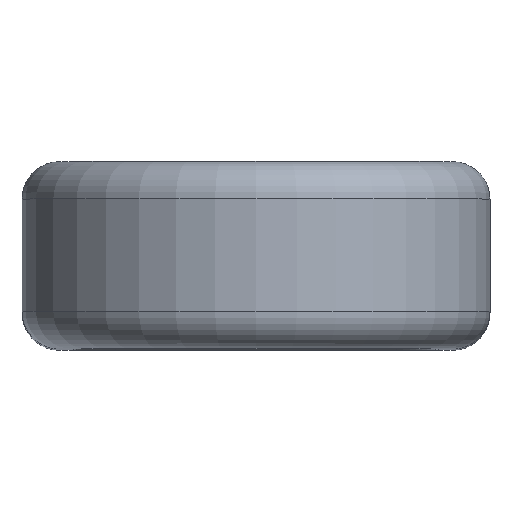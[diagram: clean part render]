
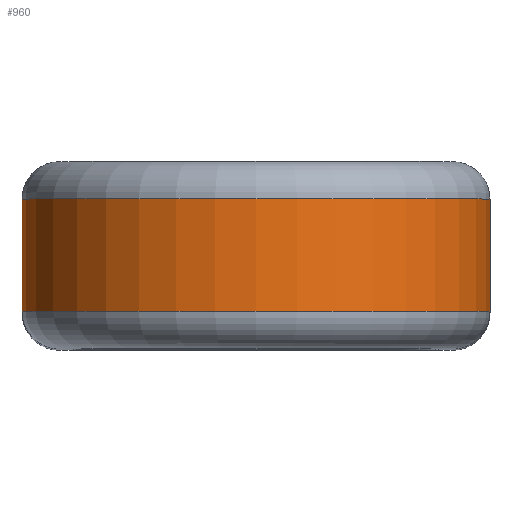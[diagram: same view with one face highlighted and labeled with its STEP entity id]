
A CAD part, top view. The second image highlights one B-rep face of the part: STEP entity #960.
In plain terms, the highlighted cylindrical face has radius 25 mm (diameter 50 mm), a partial arc.
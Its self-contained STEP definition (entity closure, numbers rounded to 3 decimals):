
#77=LINE('',#1755,#129);
#80=LINE('',#1761,#132);
#129=VECTOR('',#1462,10.);
#132=VECTOR('',#1467,10.);
#159=CYLINDRICAL_SURFACE('',#1127,25.);
#218=FACE_OUTER_BOUND('',#286,.T.);
#286=EDGE_LOOP('',(#853,#854,#855,#856));
#371=CIRCLE('',#1119,25.);
#375=CIRCLE('',#1128,25.);
#453=VERTEX_POINT('',#1738);
#454=VERTEX_POINT('',#1740);
#457=VERTEX_POINT('',#1754);
#459=VERTEX_POINT('',#1760);
#583=EDGE_CURVE('',#454,#453,#371,.T.);
#589=EDGE_CURVE('',#453,#457,#77,.T.);
#592=EDGE_CURVE('',#454,#459,#80,.T.);
#593=EDGE_CURVE('',#457,#459,#375,.T.);
#853=ORIENTED_EDGE('',*,*,#583,.F.);
#854=ORIENTED_EDGE('',*,*,#592,.T.);
#855=ORIENTED_EDGE('',*,*,#593,.F.);
#856=ORIENTED_EDGE('',*,*,#589,.F.);
#960=ADVANCED_FACE('',(#218),#159,.T.);
#1119=AXIS2_PLACEMENT_3D('',#1742,#1444,#1445);
#1127=AXIS2_PLACEMENT_3D('',#1759,#1465,#1466);
#1128=AXIS2_PLACEMENT_3D('',#1762,#1468,#1469);
#1444=DIRECTION('center_axis',(0.,-1.,0.));
#1445=DIRECTION('ref_axis',(0.,0.,1.));
#1462=DIRECTION('',(0.,1.,0.));
#1465=DIRECTION('center_axis',(0.,1.,0.));
#1466=DIRECTION('ref_axis',(-1.,0.,0.));
#1467=DIRECTION('',(0.,1.,0.));
#1468=DIRECTION('center_axis',(0.,1.,0.));
#1469=DIRECTION('ref_axis',(0.,0.,1.));
#1738=CARTESIAN_POINT('',(-25.,4.,45.));
#1740=CARTESIAN_POINT('',(25.,4.,45.));
#1742=CARTESIAN_POINT('Origin',(0.,4.,45.));
#1754=CARTESIAN_POINT('',(-25.,16.,45.));
#1755=CARTESIAN_POINT('',(-25.,0.,45.));
#1759=CARTESIAN_POINT('Origin',(0.,0.,45.));
#1760=CARTESIAN_POINT('',(25.,16.,45.));
#1761=CARTESIAN_POINT('',(25.,0.,45.));
#1762=CARTESIAN_POINT('Origin',(0.,16.,45.));
